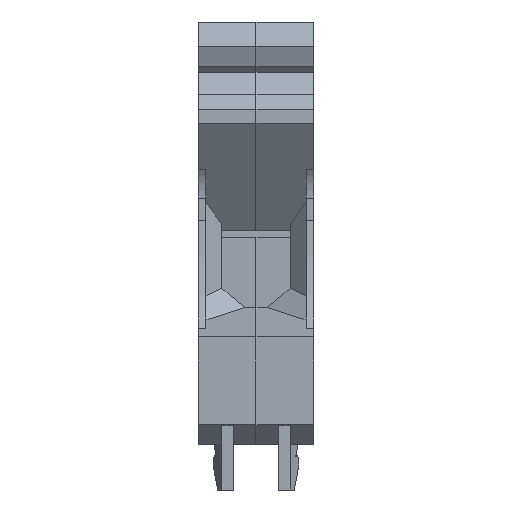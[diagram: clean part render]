
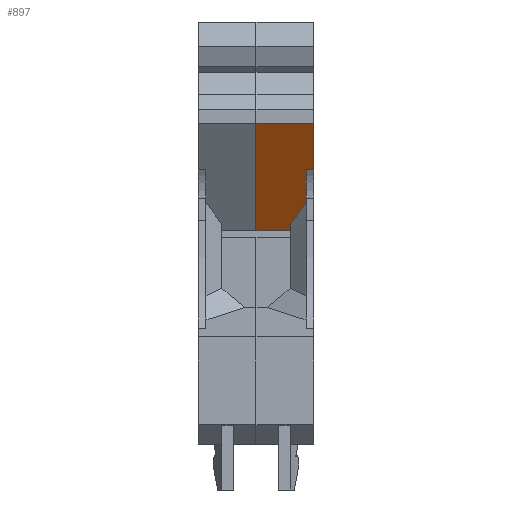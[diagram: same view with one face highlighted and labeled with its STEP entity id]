
A CAD part, front view. The second image highlights one B-rep face of the part: STEP entity #897.
In plain terms, the highlighted planar face has unit normal (0, -0.804, -0.594).
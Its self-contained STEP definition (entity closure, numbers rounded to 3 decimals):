
#897=ADVANCED_FACE('',(#1898),#1899,.F.);
#1898=FACE_OUTER_BOUND('',#3051,.T.);
#1899=PLANE('',#3052);
#3051=EDGE_LOOP('',(#5924,#5925,#5926,#5927,#5928,#5929,#5930,#5931));
#3052=AXIS2_PLACEMENT_3D('',#5932,#5933,#5934);
#5924=ORIENTED_EDGE('',*,*,#7959,.T.);
#5925=ORIENTED_EDGE('',*,*,#7960,.F.);
#5926=ORIENTED_EDGE('',*,*,#7961,.F.);
#5927=ORIENTED_EDGE('',*,*,#7962,.F.);
#5928=ORIENTED_EDGE('',*,*,#6907,.T.);
#5929=ORIENTED_EDGE('',*,*,#7963,.T.);
#5930=ORIENTED_EDGE('',*,*,#7964,.F.);
#5931=ORIENTED_EDGE('',*,*,#7965,.F.);
#5932=CARTESIAN_POINT('',(12.15,4.271,33.749));
#5933=DIRECTION('',(0.,0.804,0.594));
#5934=DIRECTION('',(-1.0,0.0,0.));
#6907=EDGE_CURVE('',#8332,#8330,#8333,.T.);
#7959=EDGE_CURVE('',#9906,#9907,#9908,.T.);
#7960=EDGE_CURVE('',#9909,#9907,#9910,.T.);
#7961=EDGE_CURVE('',#9911,#9909,#9912,.T.);
#7962=EDGE_CURVE('',#8332,#9911,#9913,.T.);
#7963=EDGE_CURVE('',#8330,#9914,#9915,.T.);
#7964=EDGE_CURVE('',#9861,#9914,#9916,.T.);
#7965=EDGE_CURVE('',#9906,#9861,#9917,.T.);
#8330=VERTEX_POINT('',#10441);
#8332=VERTEX_POINT('',#10444);
#8333=LINE('',#10445,#10446);
#9861=VERTEX_POINT('',#12835);
#9906=VERTEX_POINT('',#12903);
#9907=VERTEX_POINT('',#12904);
#9908=LINE('',#12905,#12906);
#9909=VERTEX_POINT('',#12907);
#9910=LINE('',#12908,#12909);
#9911=VERTEX_POINT('',#12910);
#9912=LINE('',#12911,#12912);
#9913=LINE('',#12913,#12914);
#9914=VERTEX_POINT('',#12915);
#9915=LINE('',#12916,#12917);
#9916=LINE('',#12918,#12919);
#9917=LINE('',#12920,#12921);
#10441=CARTESIAN_POINT('',(12.15,0.65,38.65));
#10444=CARTESIAN_POINT('',(12.15,4.271,33.749));
#10445=CARTESIAN_POINT('',(12.15,20.51,11.773));
#10446=VECTOR('',#13424,1.0);
#12835=CARTESIAN_POINT('',(6.075,9.,27.35));
#12903=CARTESIAN_POINT('',(9.675,9.,27.35));
#12904=CARTESIAN_POINT('',(9.675,8.5,28.027));
#12905=CARTESIAN_POINT('',(9.675,20.141,12.273));
#12906=VECTOR('',#14381,1.0);
#12907=CARTESIAN_POINT('',(11.35,6.825,30.293));
#12908=CARTESIAN_POINT('',(-6.096,24.271,6.683));
#12909=VECTOR('',#14382,1.0);
#12910=CARTESIAN_POINT('',(11.35,4.271,33.749));
#12911=CARTESIAN_POINT('',(11.35,20.462,11.839));
#12912=VECTOR('',#14383,1.0);
#12913=CARTESIAN_POINT('',(12.15,4.271,33.749));
#12914=VECTOR('',#14384,1.0);
#12915=CARTESIAN_POINT('',(6.075,0.65,38.65));
#12916=CARTESIAN_POINT('',(6.5,0.65,38.65));
#12917=VECTOR('',#14385,1.0);
#12918=CARTESIAN_POINT('',(6.075,20.141,12.273));
#12919=VECTOR('',#14386,1.0);
#12920=CARTESIAN_POINT('',(12.15,9.,27.35));
#12921=VECTOR('',#14387,1.0);
#13424=DIRECTION('',(0.,-0.594,0.804));
#14381=DIRECTION('',(0.,-0.594,0.804));
#14382=DIRECTION('',(-0.511,0.511,-0.691));
#14383=DIRECTION('',(0.,0.594,-0.804));
#14384=DIRECTION('',(-1.0,0.,0.0));
#14385=DIRECTION('',(-1.0,0.,0.0));
#14386=DIRECTION('',(0.,-0.594,0.804));
#14387=DIRECTION('',(-1.0,0.,0.0));
